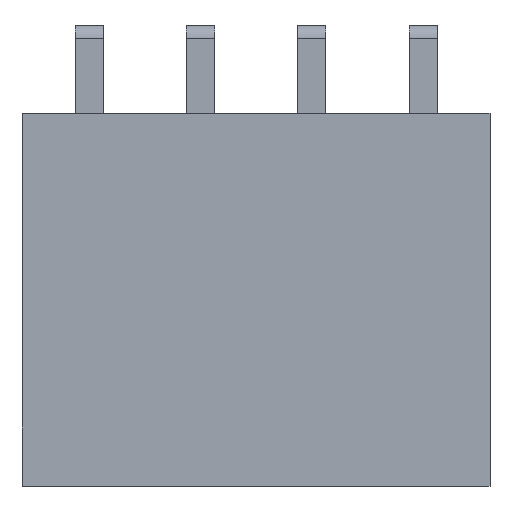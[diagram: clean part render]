
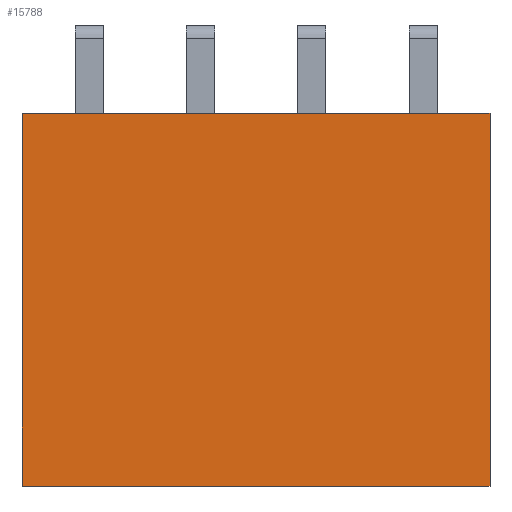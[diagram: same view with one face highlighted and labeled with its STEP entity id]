
A CAD part, top view. The second image highlights one B-rep face of the part: STEP entity #15788.
In plain terms, the highlighted planar face has unit normal (0, 0, 1).
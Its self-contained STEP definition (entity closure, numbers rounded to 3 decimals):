
#71 = EDGE_CURVE ( 'NONE', #10577, #14211, #13383, .T. ) ;
#409 = ORIENTED_EDGE ( 'NONE', *, *, #11751, .T. ) ;
#479 = DIRECTION ( 'NONE',  ( -1., 0., 0. ) ) ;
#554 = CARTESIAN_POINT ( 'NONE',  ( -5.33, -4.25, 2.43 ) ) ;
#1611 = CARTESIAN_POINT ( 'NONE',  ( 0., 0., 2.43 ) ) ;
#2795 = EDGE_CURVE ( 'NONE', #14211, #14500, #10485, .T. ) ;
#3058 = DIRECTION ( 'NONE',  ( 0., 0., -1. ) ) ;
#4391 = AXIS2_PLACEMENT_3D ( 'NONE', #1611, #3058, #479 ) ;
#4430 = CARTESIAN_POINT ( 'NONE',  ( -5.33, -4.25, 2.43 ) ) ;
#4440 = CARTESIAN_POINT ( 'NONE',  ( 5.33, 4.25, 2.43 ) ) ;
#5368 = VECTOR ( 'NONE', #12103, 1000. ) ;
#5860 = VECTOR ( 'NONE', #10572, 1000. ) ;
#6319 = CARTESIAN_POINT ( 'NONE',  ( 5.33, -4.25, 2.43 ) ) ;
#6681 = DIRECTION ( 'NONE',  ( 0., 1., 0. ) ) ;
#6923 = LINE ( 'NONE', #554, #5368 ) ;
#7712 = VERTEX_POINT ( 'NONE', #4430 ) ;
#7948 = CARTESIAN_POINT ( 'NONE',  ( -5.33, 4.25, 2.43 ) ) ;
#8992 = VECTOR ( 'NONE', #15837, 1000. ) ;
#9499 = VECTOR ( 'NONE', #6681, 1000. ) ;
#9510 = CARTESIAN_POINT ( 'NONE',  ( -5.33, -4.25, 2.43 ) ) ;
#9853 = EDGE_LOOP ( 'NONE', ( #14838, #13000, #11660, #409 ) ) ;
#10082 = PLANE ( 'NONE',  #4391 ) ;
#10485 = LINE ( 'NONE', #15703, #5860 ) ;
#10529 = LINE ( 'NONE', #9510, #8992 ) ;
#10572 = DIRECTION ( 'NONE',  ( -1., 0., 0. ) ) ;
#10577 = VERTEX_POINT ( 'NONE', #6319 ) ;
#11660 = ORIENTED_EDGE ( 'NONE', *, *, #14204, .T. ) ;
#11751 = EDGE_CURVE ( 'NONE', #7712, #10577, #10529, .T. ) ;
#12103 = DIRECTION ( 'NONE',  ( 0., -1., 0. ) ) ;
#12662 = FACE_OUTER_BOUND ( 'NONE', #9853, .T. ) ;
#13000 = ORIENTED_EDGE ( 'NONE', *, *, #2795, .T. ) ;
#13383 = LINE ( 'NONE', #13553, #9499 ) ;
#13553 = CARTESIAN_POINT ( 'NONE',  ( 5.33, -4.25, 2.43 ) ) ;
#14204 = EDGE_CURVE ( 'NONE', #14500, #7712, #6923, .T. ) ;
#14211 = VERTEX_POINT ( 'NONE', #4440 ) ;
#14500 = VERTEX_POINT ( 'NONE', #7948 ) ;
#14838 = ORIENTED_EDGE ( 'NONE', *, *, #71, .T. ) ;
#15703 = CARTESIAN_POINT ( 'NONE',  ( -5.33, 4.25, 2.43 ) ) ;
#15788 = ADVANCED_FACE ( 'NONE', ( #12662 ), #10082, .F. ) ;
#15837 = DIRECTION ( 'NONE',  ( 1., 0., 0. ) ) ;
